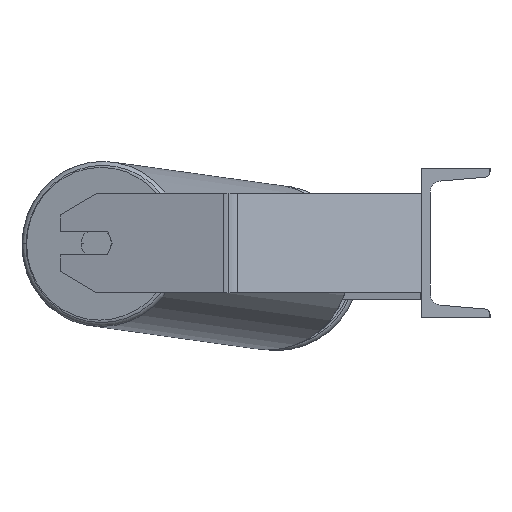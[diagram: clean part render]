
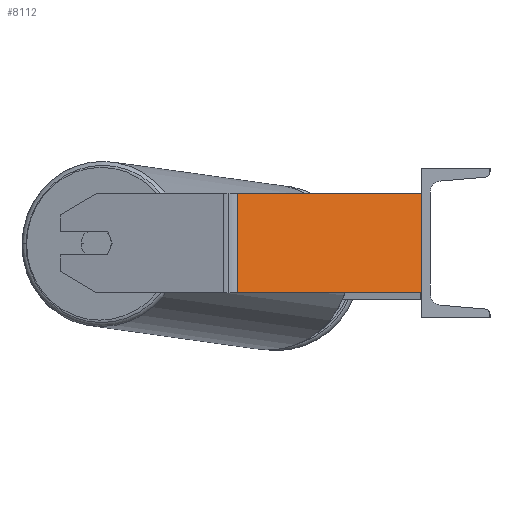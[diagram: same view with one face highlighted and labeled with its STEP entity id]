
A CAD part, left-side view. The second image highlights one B-rep face of the part: STEP entity #8112.
In plain terms, the highlighted planar face has unit normal (-0.906, -0.423, 0).
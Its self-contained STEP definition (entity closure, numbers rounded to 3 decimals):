
#370 = VECTOR ( 'NONE', #4646, 1000. ) ;
#736 = DIRECTION ( 'NONE',  ( 0.906, 0.423, 0. ) ) ;
#863 = ORIENTED_EDGE ( 'NONE', *, *, #3738, .F. ) ;
#965 = AXIS2_PLACEMENT_3D ( 'NONE', #2835, #736, #8559 ) ;
#997 = EDGE_CURVE ( 'NONE', #6346, #8985, #7036, .T. ) ;
#1831 = VERTEX_POINT ( 'NONE', #6938 ) ;
#1954 = LINE ( 'NONE', #4841, #370 ) ;
#2128 = DIRECTION ( 'NONE',  ( 0., 0., -1. ) ) ;
#2518 = LINE ( 'NONE', #2571, #8021 ) ;
#2571 = CARTESIAN_POINT ( 'NONE',  ( -856.718, 153.799, -40. ) ) ;
#2835 = CARTESIAN_POINT ( 'NONE',  ( -856.718, 153.799, 40. ) ) ;
#2861 = ORIENTED_EDGE ( 'NONE', *, *, #6287, .T. ) ;
#3562 = CARTESIAN_POINT ( 'NONE',  ( -854.256, 148.521, 40. ) ) ;
#3589 = LINE ( 'NONE', #5045, #8328 ) ;
#3738 = EDGE_CURVE ( 'NONE', #4031, #1831, #3589, .T. ) ;
#4031 = VERTEX_POINT ( 'NONE', #7026 ) ;
#4297 = FACE_OUTER_BOUND ( 'NONE', #7474, .T. ) ;
#4417 = ORIENTED_EDGE ( 'NONE', *, *, #997, .T. ) ;
#4473 = DIRECTION ( 'NONE',  ( 0., 0., -1. ) ) ;
#4646 = DIRECTION ( 'NONE',  ( 0.423, -0.906, 0. ) ) ;
#4841 = CARTESIAN_POINT ( 'NONE',  ( -856.718, 153.799, 40. ) ) ;
#5045 = CARTESIAN_POINT ( 'NONE',  ( -785., 0., 40. ) ) ;
#5107 = CARTESIAN_POINT ( 'NONE',  ( -854.256, 148.521, -40. ) ) ;
#5436 = DIRECTION ( 'NONE',  ( 0.423, -0.906, 0. ) ) ;
#6287 = EDGE_CURVE ( 'NONE', #8985, #1831, #2518, .T. ) ;
#6346 = VERTEX_POINT ( 'NONE', #6835 ) ;
#6835 = CARTESIAN_POINT ( 'NONE',  ( -854.256, 148.521, 40. ) ) ;
#6938 = CARTESIAN_POINT ( 'NONE',  ( -785., 0., -40. ) ) ;
#7026 = CARTESIAN_POINT ( 'NONE',  ( -785., 0., 40. ) ) ;
#7036 = LINE ( 'NONE', #3562, #8519 ) ;
#7474 = EDGE_LOOP ( 'NONE', ( #2861, #863, #7998, #4417 ) ) ;
#7719 = PLANE ( 'NONE',  #965 ) ;
#7998 = ORIENTED_EDGE ( 'NONE', *, *, #8760, .F. ) ;
#8021 = VECTOR ( 'NONE', #5436, 1000. ) ;
#8112 = ADVANCED_FACE ( 'NONE', ( #4297 ), #7719, .F. ) ;
#8328 = VECTOR ( 'NONE', #4473, 1000. ) ;
#8519 = VECTOR ( 'NONE', #2128, 1000. ) ;
#8559 = DIRECTION ( 'NONE',  ( -0.423, 0.906, 0. ) ) ;
#8760 = EDGE_CURVE ( 'NONE', #6346, #4031, #1954, .T. ) ;
#8985 = VERTEX_POINT ( 'NONE', #5107 ) ;
